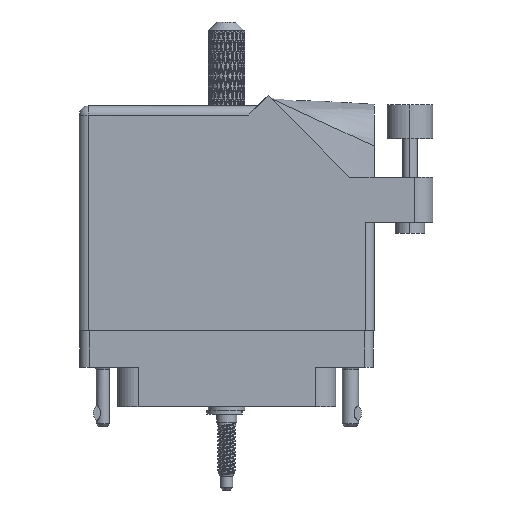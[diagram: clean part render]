
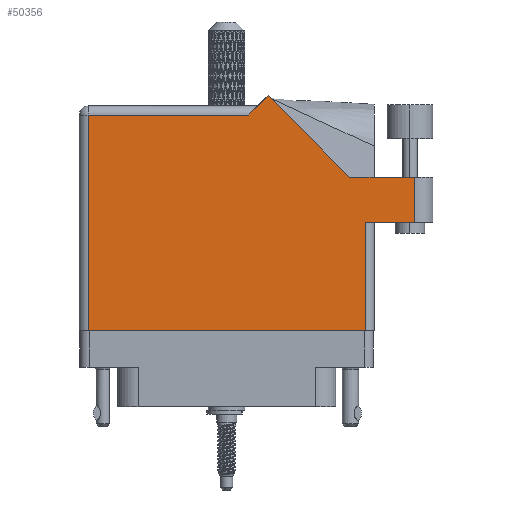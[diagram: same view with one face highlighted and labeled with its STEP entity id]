
A CAD part, front view. The second image highlights one B-rep face of the part: STEP entity #50356.
In plain terms, the highlighted face is planar.
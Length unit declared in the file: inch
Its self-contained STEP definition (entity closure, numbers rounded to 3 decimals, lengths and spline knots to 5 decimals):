
#3711 = VECTOR ( 'NONE', #88177, 39.37008 ) ;
#3864 = EDGE_CURVE ( 'NONE', #77114, #65219, #89126, .T. ) ;
#8401 = LINE ( 'NONE', #50889, #16749 ) ;
#9407 = DIRECTION ( 'NONE',  ( -0.707, -0.707, 0. ) ) ;
#10618 = CARTESIAN_POINT ( 'NONE',  ( -0.943, -0.1, 0.455 ) ) ;
#10707 = ORIENTED_EDGE ( 'NONE', *, *, #54608, .T. ) ;
#13190 = VERTEX_POINT ( 'NONE', #114624 ) ;
#15691 = EDGE_CURVE ( 'NONE', #37766, #76353, #8401, .T. ) ;
#16645 = ORIENTED_EDGE ( 'NONE', *, *, #43789, .T. ) ;
#16749 = VECTOR ( 'NONE', #26399, 39.37008 ) ;
#17862 = DIRECTION ( 'NONE',  ( 1., 0., 0. ) ) ;
#19857 = CARTESIAN_POINT ( 'NONE',  ( 1.28, 0.637, 0.455 ) ) ;
#20971 = LINE ( 'NONE', #91975, #35401 ) ;
#21327 = LINE ( 'NONE', #56824, #46869 ) ;
#22822 = ORIENTED_EDGE ( 'NONE', *, *, #61499, .T. ) ;
#24595 = CARTESIAN_POINT ( 'NONE',  ( 0.943, -0.1, 0.455 ) ) ;
#26399 = DIRECTION ( 'NONE',  ( 1., 0., 0. ) ) ;
#28730 = VECTOR ( 'NONE', #52324, 39.37008 ) ;
#31162 = CARTESIAN_POINT ( 'NONE',  ( 0.15, 1.368, 0.455 ) ) ;
#32140 = VERTEX_POINT ( 'NONE', #62493 ) ;
#32846 = EDGE_CURVE ( 'NONE', #80684, #77114, #68661, .T. ) ;
#33472 = DIRECTION ( 'NONE',  ( 0., 0., -1. ) ) ;
#34039 = CARTESIAN_POINT ( 'NONE',  ( -1.005, 1.43, 0.455 ) ) ;
#35401 = VECTOR ( 'NONE', #80402, 39.37008 ) ;
#35424 = CARTESIAN_POINT ( 'NONE',  ( 0.83942, 0.944, 0.455 ) ) ;
#36776 = DIRECTION ( 'NONE',  ( 0., -1., 0. ) ) ;
#37010 = LINE ( 'NONE', #97559, #60173 ) ;
#37285 = CARTESIAN_POINT ( 'NONE',  ( 0.212, 1.43, 0.455 ) ) ;
#37766 = VERTEX_POINT ( 'NONE', #79939 ) ;
#37882 = CARTESIAN_POINT ( 'NONE',  ( -1.005, 1.368, 0.455 ) ) ;
#40025 = VECTOR ( 'NONE', #55339, 39.37008 ) ;
#41076 = DIRECTION ( 'NONE',  ( 0., 1., 0. ) ) ;
#43112 = EDGE_CURVE ( 'NONE', #13190, #32140, #99028, .T. ) ;
#43357 = DIRECTION ( 'NONE',  ( -1., 0., 0. ) ) ;
#43789 = EDGE_CURVE ( 'NONE', #55498, #80684, #105627, .T. ) ;
#46869 = VECTOR ( 'NONE', #41076, 39.37008 ) ;
#48340 = VECTOR ( 'NONE', #36776, 39.37008 ) ;
#50356 = ADVANCED_FACE ( 'NONE', ( #85312 ), #103912, .F. ) ;
#50889 = CARTESIAN_POINT ( 'NONE',  ( 1.005, 0.637, 0.455 ) ) ;
#52324 = DIRECTION ( 'NONE',  ( -0.707, 0.707, 0. ) ) ;
#54608 = EDGE_CURVE ( 'NONE', #76353, #55498, #21327, .T. ) ;
#55339 = DIRECTION ( 'NONE',  ( -1., 0., 0. ) ) ;
#55498 = VERTEX_POINT ( 'NONE', #56137 ) ;
#56137 = CARTESIAN_POINT ( 'NONE',  ( 1.28, 0.944, 0.455 ) ) ;
#56824 = CARTESIAN_POINT ( 'NONE',  ( 1.28, 0.944, 0.455 ) ) ;
#58335 = EDGE_CURVE ( 'NONE', #32140, #65618, #37010, .T. ) ;
#60173 = VECTOR ( 'NONE', #17862, 39.37008 ) ;
#61499 = EDGE_CURVE ( 'NONE', #65618, #37766, #20971, .T. ) ;
#61958 = CARTESIAN_POINT ( 'NONE',  ( 0.28271, 1.50071, 0.455 ) ) ;
#62493 = CARTESIAN_POINT ( 'NONE',  ( -0.943, -0.1, 0.455 ) ) ;
#63507 = LINE ( 'NONE', #37882, #40025 ) ;
#64322 = EDGE_LOOP ( 'NONE', ( #100030, #10707, #16645, #114995, #82663, #81462, #93342, #76989, #22822 ) ) ;
#65219 = VERTEX_POINT ( 'NONE', #31162 ) ;
#65618 = VERTEX_POINT ( 'NONE', #24595 ) ;
#68661 = LINE ( 'NONE', #35424, #28730 ) ;
#71285 = VECTOR ( 'NONE', #9407, 39.37008 ) ;
#76309 = EDGE_CURVE ( 'NONE', #65219, #13190, #63507, .T. ) ;
#76353 = VERTEX_POINT ( 'NONE', #19857 ) ;
#76989 = ORIENTED_EDGE ( 'NONE', *, *, #58335, .T. ) ;
#77114 = VERTEX_POINT ( 'NONE', #61958 ) ;
#79474 = CARTESIAN_POINT ( 'NONE',  ( 1.405, 0.944, 0.455 ) ) ;
#79939 = CARTESIAN_POINT ( 'NONE',  ( 0.943, 0.637, 0.455 ) ) ;
#80037 = AXIS2_PLACEMENT_3D ( 'NONE', #34039, #33472, #43357 ) ;
#80402 = DIRECTION ( 'NONE',  ( 0., 1., 0. ) ) ;
#80684 = VERTEX_POINT ( 'NONE', #88794 ) ;
#81462 = ORIENTED_EDGE ( 'NONE', *, *, #76309, .T. ) ;
#82663 = ORIENTED_EDGE ( 'NONE', *, *, #3864, .T. ) ;
#85312 = FACE_OUTER_BOUND ( 'NONE', #64322, .T. ) ;
#88177 = DIRECTION ( 'NONE',  ( -1., 0., 0. ) ) ;
#88794 = CARTESIAN_POINT ( 'NONE',  ( 0.83942, 0.944, 0.455 ) ) ;
#89126 = LINE ( 'NONE', #37285, #71285 ) ;
#91975 = CARTESIAN_POINT ( 'NONE',  ( 0.943, 0.637, 0.455 ) ) ;
#93342 = ORIENTED_EDGE ( 'NONE', *, *, #43112, .T. ) ;
#97559 = CARTESIAN_POINT ( 'NONE',  ( -1.005, -0.1, 0.455 ) ) ;
#99028 = LINE ( 'NONE', #10618, #48340 ) ;
#100030 = ORIENTED_EDGE ( 'NONE', *, *, #15691, .T. ) ;
#103912 = PLANE ( 'NONE',  #80037 ) ;
#105627 = LINE ( 'NONE', #79474, #3711 ) ;
#114624 = CARTESIAN_POINT ( 'NONE',  ( -0.943, 1.368, 0.455 ) ) ;
#114995 = ORIENTED_EDGE ( 'NONE', *, *, #32846, .T. ) ;
